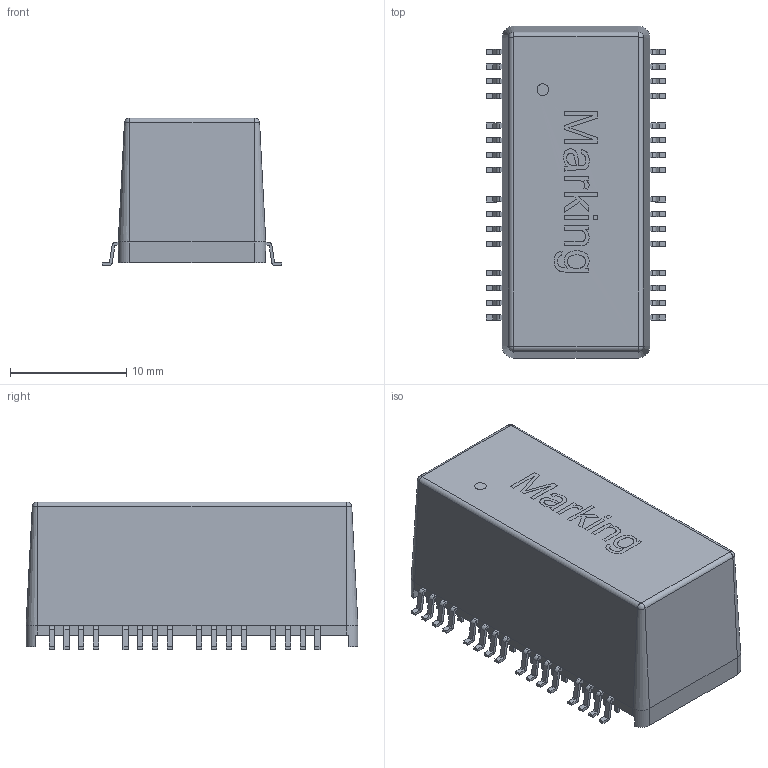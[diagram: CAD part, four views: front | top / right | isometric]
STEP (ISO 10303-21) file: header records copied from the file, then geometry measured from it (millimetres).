
FILE_DESCRIPTION(/* description */ ('Unknown'),/* implementation_level */ '2;1');
FILE_NAME(/* name */ 'T_Wurth_WE-LAN_7490240140',/* time_stamp */ '2025-08-27T09:49:01+08:00',/* author */ ('Unknown'),/* organization */ ('Unknown'),/* preprocessor_version */ 'ST-DEVELOPER v19.4',/* originating_system */ 'Solid Edge',/* authorisation */ 'Unknown');
FILE_SCHEMA (('AUTOMOTIVE_DESIGN {1 0 10303 214 3 1 1}'));
Length unit declared in the file: millimetre
Products named in the file (2): T_Wurth_WE-LAN_7490240140
Assembly tree (1 placements, depth 2):
  T_Wurth_WE-LAN_7490240140
    T_Wurth_WE-LAN_7490240140
Bounding box: 15.49 x 28.57 x 12.7 mm (x, y, z)
Volume: 1002.3 mm3; surface area: 2521.5 mm2
Topology: 1 solids, 1 shells, 696 faces, 1842 edges, 1217 vertices
Faces by surface type: plane 527, cylinder 149, cone 8, bspline 4, torus 4, sphere 4
Full cylindrical faces by diameter (mm): 1 x1
Entity records: 26510 total; most frequent: CARTESIAN_POINT 4302, ORIENTED_EDGE 3670, DIRECTION 3401, EDGE_CURVE 1835, LINE 1401, VECTOR 1401, VERTEX_POINT 1216, AXIS2_PLACEMENT_3D 1000
